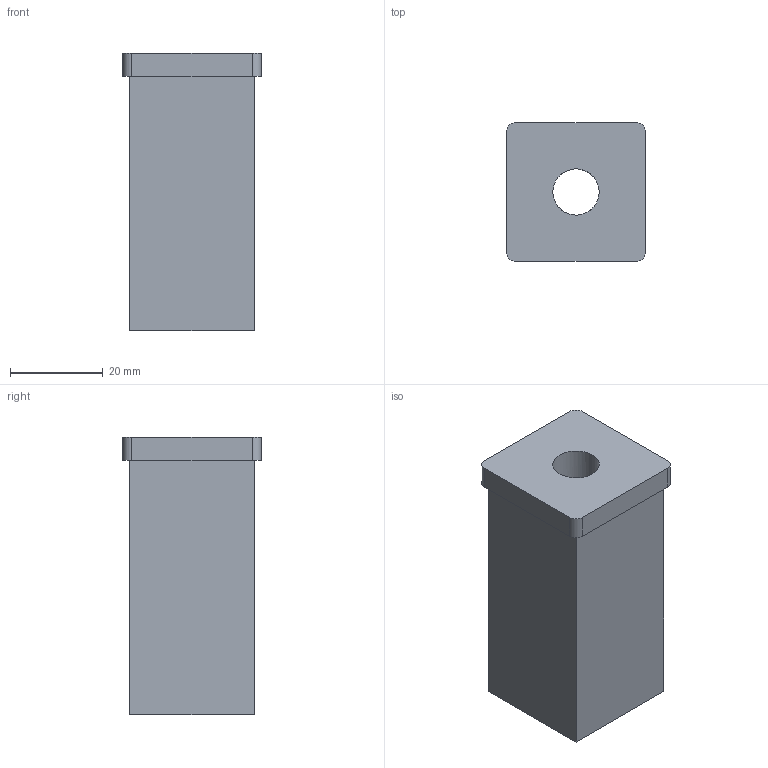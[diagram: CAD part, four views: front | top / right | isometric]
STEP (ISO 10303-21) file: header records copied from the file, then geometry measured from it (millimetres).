
FILE_DESCRIPTION(('CATIA V5 STEP Exchange'),'2;1');
FILE_NAME('Embout.stp','2020-07-30T09:21:15+00:00',('none'),('none'),'Version 5-6 Release 2013','CATIA V5 STEP AP203','none');
FILE_SCHEMA(('CONFIG_CONTROL_DESIGN'));
Length unit declared in the file: millimetre
Products named in the file (1): Embout
Bounding box: 30 x 30 x 60 mm (x, y, z)
Volume: 36595.8 mm3; surface area: 10442.8 mm2
Topology: 1 solids, 1 shells, 21 faces, 52 edges, 34 vertices
Faces by surface type: plane 11, cylinder 8, cone 2
Entity records: 640 total; most frequent: CARTESIAN_POINT 105, ORIENTED_EDGE 104, DIRECTION 88, EDGE_CURVE 52, AXIS2_PLACEMENT_3D 37, VECTOR 34, LINE 34, VERTEX_POINT 34
